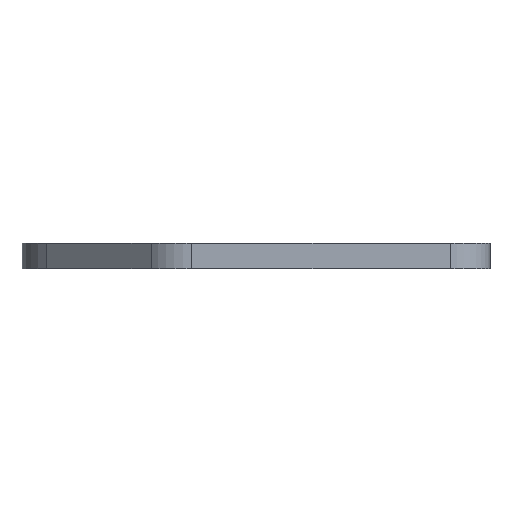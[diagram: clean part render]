
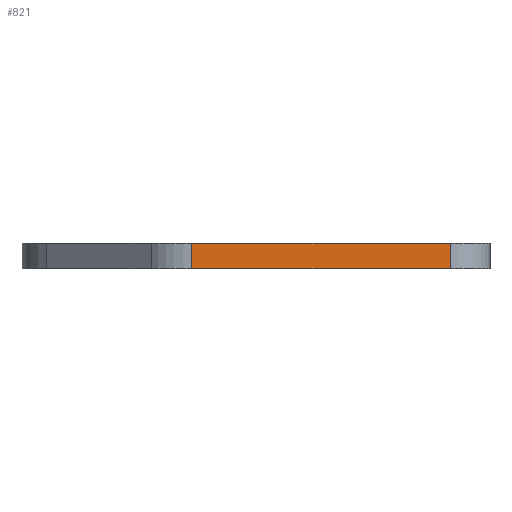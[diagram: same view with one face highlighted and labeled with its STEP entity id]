
A CAD part, front view. The second image highlights one B-rep face of the part: STEP entity #821.
In plain terms, the highlighted planar face has unit normal (0, -1, 0).
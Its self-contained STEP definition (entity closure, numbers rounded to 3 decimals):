
#54=PLANE($,#906);
#93=FACE_OUTER_BOUND($,#157,.T.);
#157=EDGE_LOOP($,(#713,#714,#715,#716));
#159=LINE($,#1144,#223);
#166=LINE($,#1169,#230);
#184=LINE($,#1238,#248);
#202=LINE($,#1306,#266);
#223=VECTOR($,#914,3.17);
#230=VECTOR($,#935,32.812);
#248=VECTOR($,#995,32.812);
#266=VECTOR($,#1057,3.17);
#330=VERTEX_POINT($,#1141);
#331=VERTEX_POINT($,#1143);
#342=VERTEX_POINT($,#1167);
#372=VERTEX_POINT($,#1237);
#404=EDGE_CURVE($,#330,#331,#159,.T.);
#417=EDGE_CURVE($,#342,#330,#166,.T.);
#451=EDGE_CURVE($,#331,#372,#184,.T.);
#486=EDGE_CURVE($,#372,#342,#202,.T.);
#713=ORIENTED_EDGE($,*,*,#404,.F.);
#714=ORIENTED_EDGE($,*,*,#417,.F.);
#715=ORIENTED_EDGE($,*,*,#486,.F.);
#716=ORIENTED_EDGE($,*,*,#451,.F.);
#821=ADVANCED_FACE($,(#93),#54,.T.);
#906=AXIS2_PLACEMENT_3D($,#1357,#1134,#1135);
#914=DIRECTION($,(0.,0.,-1.));
#935=DIRECTION($,(1.,0.,0.));
#995=DIRECTION($,(-1.,0.,0.));
#1057=DIRECTION($,(0.,0.,1.));
#1134=DIRECTION('center_axis',(0.,-1.,0.));
#1135=DIRECTION('ref_axis',(1.,0.,0.));
#1141=CARTESIAN_POINT('',(24.43,-26.5,3.17));
#1143=CARTESIAN_POINT('',(24.43,-26.5,0.));
#1144=CARTESIAN_POINT($,(24.43,-26.5,0.));
#1167=CARTESIAN_POINT('',(-8.382,-26.5,3.17));
#1169=CARTESIAN_POINT($,(29.43,-26.5,3.17));
#1237=CARTESIAN_POINT('',(-8.382,-26.5,0.));
#1238=CARTESIAN_POINT($,(29.43,-26.5,0.));
#1306=CARTESIAN_POINT($,(-8.382,-26.5,1.585));
#1357=CARTESIAN_POINT('Origin',(-29.86,-26.5,0.));
